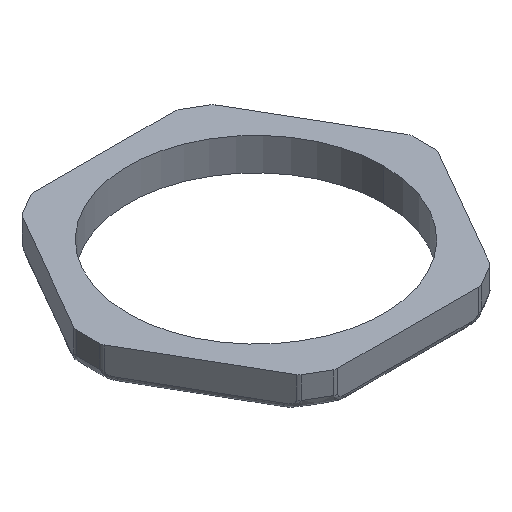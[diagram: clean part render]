
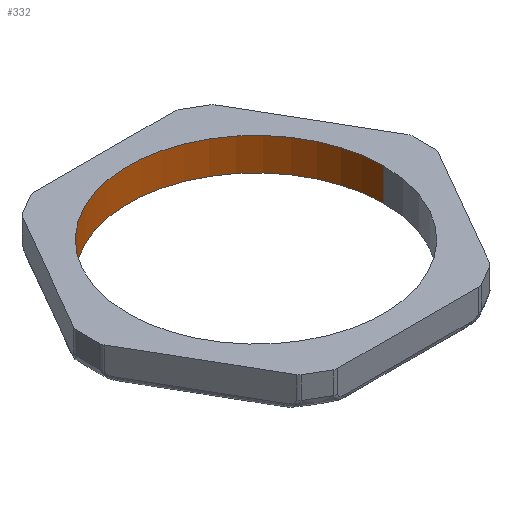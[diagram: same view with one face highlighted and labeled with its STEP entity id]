
A CAD part, isometric view. The second image highlights one B-rep face of the part: STEP entity #332.
In plain terms, the highlighted free-form (B-spline) face has degree [1, 2] with [2, 5] control points.
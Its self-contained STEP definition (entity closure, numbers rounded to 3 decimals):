
#332=ADVANCED_FACE('',(#641),#5335,.T.);
#641=FACE_OUTER_BOUND('',#960,.T.);
#960=EDGE_LOOP('',(#2703,#2704,#2705,#2706));
#2703=ORIENTED_EDGE('',*,*,#3577,.T.);
#2704=ORIENTED_EDGE('',*,*,#3579,.T.);
#2705=ORIENTED_EDGE('',*,*,#2708,.F.);
#2706=ORIENTED_EDGE('',*,*,#3578,.F.);
#2708=EDGE_CURVE('',#4453,#4454,#4436,.T.);
#3577=EDGE_CURVE('',#5025,#5026,#4450,.T.);
#3578=EDGE_CURVE('',#5025,#4453,#4451,.T.);
#3579=EDGE_CURVE('',#5026,#4454,#4452,.T.);
#4436=(
BOUNDED_CURVE()
B_SPLINE_CURVE(1,(#8120,#8121),.UNSPECIFIED.,.F.,.F.)
B_SPLINE_CURVE_WITH_KNOTS((2,2),(0.,8.),.UNSPECIFIED.)
CURVE()
GEOMETRIC_REPRESENTATION_ITEM()
RATIONAL_B_SPLINE_CURVE((1.,1.))
REPRESENTATION_ITEM('')
);
#4450=(
BOUNDED_CURVE()
B_SPLINE_CURVE(1,(#10314,#10315),.UNSPECIFIED.,.F.,.F.)
B_SPLINE_CURVE_WITH_KNOTS((2,2),(0.,8.),.UNSPECIFIED.)
CURVE()
GEOMETRIC_REPRESENTATION_ITEM()
RATIONAL_B_SPLINE_CURVE((1.,1.))
REPRESENTATION_ITEM('')
);
#4451=(
BOUNDED_CURVE()
B_SPLINE_CURVE(2,(#10316,#10317,#10318,#10319,#10320),.UNSPECIFIED.,.F.,
 .F.)
B_SPLINE_CURVE_WITH_KNOTS((3,2,3),(-98.96,-49.48,
0.),.UNSPECIFIED.)
CURVE()
GEOMETRIC_REPRESENTATION_ITEM()
RATIONAL_B_SPLINE_CURVE((1.,0.707,1.,0.707,1.))
REPRESENTATION_ITEM('')
);
#4452=(
BOUNDED_CURVE()
B_SPLINE_CURVE(2,(#10321,#10322,#10323,#10324,#10325),.UNSPECIFIED.,.F.,
 .F.)
B_SPLINE_CURVE_WITH_KNOTS((3,2,3),(-98.96,-49.48,
0.),.UNSPECIFIED.)
CURVE()
GEOMETRIC_REPRESENTATION_ITEM()
RATIONAL_B_SPLINE_CURVE((1.,0.707,1.,0.707,1.))
REPRESENTATION_ITEM('')
);
#4453=VERTEX_POINT('',#7541);
#4454=VERTEX_POINT('',#7542);
#5025=VERTEX_POINT('',#8113);
#5026=VERTEX_POINT('',#8114);
#5335=(
BOUNDED_SURFACE()
B_SPLINE_SURFACE(1,2,((#7531,#7532,#7533,#7534,#7535),(#7536,#7537,#7538,
#7539,#7540)),.UNSPECIFIED.,.F.,.F.,.F.)
B_SPLINE_SURFACE_WITH_KNOTS((2,2),(3,2,3),(0.,8.),(-98.96,-49.48,
0.),.UNSPECIFIED.)
GEOMETRIC_REPRESENTATION_ITEM()
RATIONAL_B_SPLINE_SURFACE(((1.,0.707,1.,0.707,1.),
(1.,0.707,1.,0.707,1.)))
REPRESENTATION_ITEM('')
SURFACE()
);
#7531=CARTESIAN_POINT('',(-33.869,-8.315,8.));
#7532=CARTESIAN_POINT('',(-33.869,23.185,8.));
#7533=CARTESIAN_POINT('',(-2.369,23.185,8.));
#7534=CARTESIAN_POINT('',(29.131,23.185,8.));
#7535=CARTESIAN_POINT('',(29.131,-8.315,8.));
#7536=CARTESIAN_POINT('',(-33.869,-8.315,0.));
#7537=CARTESIAN_POINT('',(-33.869,23.185,0.));
#7538=CARTESIAN_POINT('',(-2.369,23.185,0.));
#7539=CARTESIAN_POINT('',(29.131,23.185,0.));
#7540=CARTESIAN_POINT('',(29.131,-8.315,0.));
#7541=CARTESIAN_POINT('',(29.131,-8.315,8.));
#7542=CARTESIAN_POINT('',(29.131,-8.315,0.));
#8113=CARTESIAN_POINT('',(-33.869,-8.315,8.));
#8114=CARTESIAN_POINT('',(-33.869,-8.315,0.));
#8120=CARTESIAN_POINT('',(29.131,-8.315,8.));
#8121=CARTESIAN_POINT('',(29.131,-8.315,0.));
#10314=CARTESIAN_POINT('',(-33.869,-8.315,8.));
#10315=CARTESIAN_POINT('',(-33.869,-8.315,0.));
#10316=CARTESIAN_POINT('',(-33.869,-8.315,8.));
#10317=CARTESIAN_POINT('',(-33.869,23.185,8.));
#10318=CARTESIAN_POINT('',(-2.369,23.185,8.));
#10319=CARTESIAN_POINT('',(29.131,23.185,8.));
#10320=CARTESIAN_POINT('',(29.131,-8.315,8.));
#10321=CARTESIAN_POINT('',(-33.869,-8.315,0.));
#10322=CARTESIAN_POINT('',(-33.869,23.185,0.));
#10323=CARTESIAN_POINT('',(-2.369,23.185,0.));
#10324=CARTESIAN_POINT('',(29.131,23.185,0.));
#10325=CARTESIAN_POINT('',(29.131,-8.315,0.));
